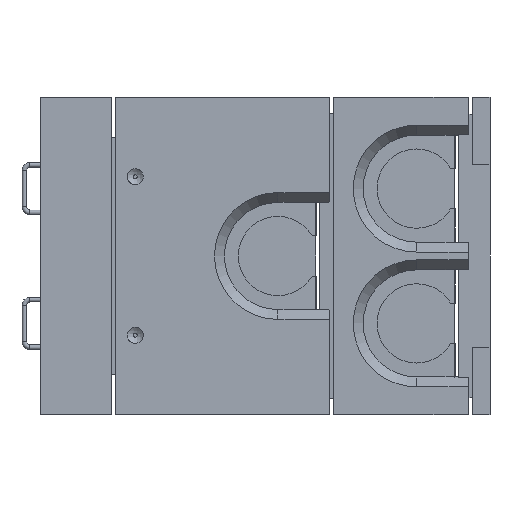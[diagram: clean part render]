
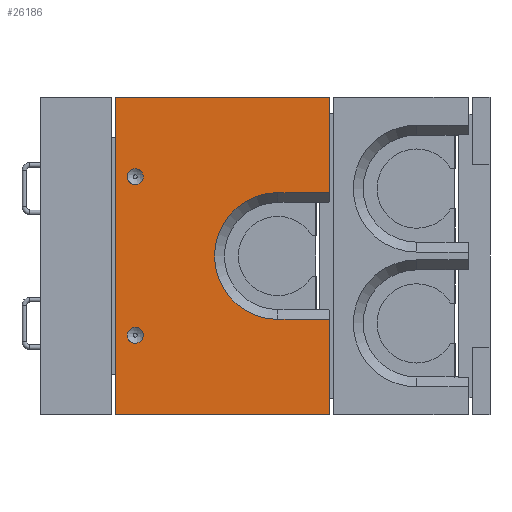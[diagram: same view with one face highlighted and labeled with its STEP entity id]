
A CAD part, left-side view. The second image highlights one B-rep face of the part: STEP entity #26186.
In plain terms, the highlighted planar face has unit normal (-1, 0, 0).
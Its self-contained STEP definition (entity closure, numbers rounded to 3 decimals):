
#31 = ORIENTED_EDGE ( 'NONE', *, *, #6500, .F. ) ;
#583 = CIRCLE ( 'NONE', #18455, 20. ) ;
#2301 = LINE ( 'NONE', #3150, #21170 ) ;
#2812 = CARTESIAN_POINT ( 'NONE',  ( -400., 980., 400. ) ) ;
#3009 = DIRECTION ( 'NONE',  ( -1., 0., 0. ) ) ;
#3150 = CARTESIAN_POINT ( 'NONE',  ( -400., 980., -400. ) ) ;
#3244 = LINE ( 'NONE', #27965, #20392 ) ;
#3666 = CARTESIAN_POINT ( 'NONE',  ( -400., 895., 220. ) ) ;
#3742 = CARTESIAN_POINT ( 'NONE',  ( -400., 405., 400. ) ) ;
#3855 = EDGE_LOOP ( 'NONE', ( #23696 ) ) ;
#3903 = FACE_OUTER_BOUND ( 'NONE', #5976, .T. ) ;
#4014 = VERTEX_POINT ( 'NONE', #3742 ) ;
#4121 = DIRECTION ( 'NONE',  ( 0., 0., -1. ) ) ;
#4318 = CARTESIAN_POINT ( 'NONE',  ( -400., 535., 0. ) ) ;
#4352 = LINE ( 'NONE', #5268, #26671 ) ;
#4546 = CARTESIAN_POINT ( 'NONE',  ( -400., 405., -160. ) ) ;
#5268 = CARTESIAN_POINT ( 'NONE',  ( -400., 285., -160. ) ) ;
#5338 = VERTEX_POINT ( 'NONE', #19052 ) ;
#5347 = CIRCLE ( 'NONE', #9183, 160. ) ;
#5581 = VERTEX_POINT ( 'NONE', #22663 ) ;
#5640 = CARTESIAN_POINT ( 'NONE',  ( -400., 405., 400. ) ) ;
#5849 = VECTOR ( 'NONE', #22320, 1000. ) ;
#5976 = EDGE_LOOP ( 'NONE', ( #23349, #13283, #13738, #31, #16870, #13735, #22812, #8991 ) ) ;
#6500 = EDGE_CURVE ( 'NONE', #19253, #4014, #23774, .T. ) ;
#7165 = ORIENTED_EDGE ( 'NONE', *, *, #25921, .F. ) ;
#7183 = CARTESIAN_POINT ( 'NONE',  ( -400., 535., 160. ) ) ;
#8311 = LINE ( 'NONE', #18158, #19725 ) ;
#8925 = EDGE_CURVE ( 'NONE', #26637, #25176, #16862, .T. ) ;
#8991 = ORIENTED_EDGE ( 'NONE', *, *, #23224, .F. ) ;
#9183 = AXIS2_PLACEMENT_3D ( 'NONE', #4318, #25957, #26037 ) ;
#9367 = DIRECTION ( 'NONE',  ( 0., 0., 1. ) ) ;
#10323 = AXIS2_PLACEMENT_3D ( 'NONE', #21823, #19611, #15380 ) ;
#10612 = DIRECTION ( 'NONE',  ( 0., 0., 1. ) ) ;
#11086 = CIRCLE ( 'NONE', #10323, 20. ) ;
#11722 = CARTESIAN_POINT ( 'NONE',  ( -400., 895., 200. ) ) ;
#11766 = DIRECTION ( 'NONE',  ( 0., -1., 0. ) ) ;
#12026 = DIRECTION ( 'NONE',  ( 0., -1., 0. ) ) ;
#12225 = VERTEX_POINT ( 'NONE', #7183 ) ;
#12229 = CARTESIAN_POINT ( 'NONE',  ( -400., 405., 160. ) ) ;
#12282 = CARTESIAN_POINT ( 'NONE',  ( -400., 895., -180. ) ) ;
#12443 = VECTOR ( 'NONE', #14672, 1000. ) ;
#12639 = EDGE_CURVE ( 'NONE', #16873, #12225, #8311, .T. ) ;
#12747 = EDGE_CURVE ( 'NONE', #5338, #19253, #3244, .T. ) ;
#13283 = ORIENTED_EDGE ( 'NONE', *, *, #12639, .F. ) ;
#13735 = ORIENTED_EDGE ( 'NONE', *, *, #19868, .T. ) ;
#13738 = ORIENTED_EDGE ( 'NONE', *, *, #21644, .T. ) ;
#14616 = DIRECTION ( 'NONE',  ( 0., 0., 1. ) ) ;
#14672 = DIRECTION ( 'NONE',  ( 0., 0., 1. ) ) ;
#14861 = CARTESIAN_POINT ( 'NONE',  ( -400., 980., 400. ) ) ;
#15333 = PLANE ( 'NONE',  #19015 ) ;
#15380 = DIRECTION ( 'NONE',  ( 0., 0., 1. ) ) ;
#16741 = FACE_BOUND ( 'NONE', #3855, .T. ) ;
#16862 = LINE ( 'NONE', #16930, #12443 ) ;
#16870 = ORIENTED_EDGE ( 'NONE', *, *, #12747, .F. ) ;
#16873 = VERTEX_POINT ( 'NONE', #12229 ) ;
#16930 = CARTESIAN_POINT ( 'NONE',  ( -400., 405., 400. ) ) ;
#17024 = VECTOR ( 'NONE', #14616, 1000. ) ;
#17278 = EDGE_CURVE ( 'NONE', #19447, #19447, #11086, .T. ) ;
#17974 = LINE ( 'NONE', #5640, #17024 ) ;
#18158 = CARTESIAN_POINT ( 'NONE',  ( -400., 535., 160. ) ) ;
#18455 = AXIS2_PLACEMENT_3D ( 'NONE', #11722, #3009, #9367 ) ;
#19015 = AXIS2_PLACEMENT_3D ( 'NONE', #14861, #21547, #4121 ) ;
#19052 = CARTESIAN_POINT ( 'NONE',  ( -400., 945., -400. ) ) ;
#19253 = VERTEX_POINT ( 'NONE', #25145 ) ;
#19391 = FACE_BOUND ( 'NONE', #23340, .T. ) ;
#19447 = VERTEX_POINT ( 'NONE', #12282 ) ;
#19611 = DIRECTION ( 'NONE',  ( -1., 0., 0. ) ) ;
#19725 = VECTOR ( 'NONE', #22526, 1000. ) ;
#19868 = EDGE_CURVE ( 'NONE', #5338, #26637, #2301, .T. ) ;
#20392 = VECTOR ( 'NONE', #10612, 1000. ) ;
#21170 = VECTOR ( 'NONE', #11766, 1000. ) ;
#21547 = DIRECTION ( 'NONE',  ( 1., 0., 0. ) ) ;
#21644 = EDGE_CURVE ( 'NONE', #16873, #4014, #17974, .T. ) ;
#21823 = CARTESIAN_POINT ( 'NONE',  ( -400., 895., -200. ) ) ;
#22320 = DIRECTION ( 'NONE',  ( 0., -1., 0. ) ) ;
#22414 = CARTESIAN_POINT ( 'NONE',  ( -400., 405., -400. ) ) ;
#22526 = DIRECTION ( 'NONE',  ( 0., 1., 0. ) ) ;
#22663 = CARTESIAN_POINT ( 'NONE',  ( -400., 535., -160. ) ) ;
#22812 = ORIENTED_EDGE ( 'NONE', *, *, #8925, .T. ) ;
#23224 = EDGE_CURVE ( 'NONE', #5581, #25176, #4352, .T. ) ;
#23340 = EDGE_LOOP ( 'NONE', ( #7165 ) ) ;
#23349 = ORIENTED_EDGE ( 'NONE', *, *, #24677, .F. ) ;
#23696 = ORIENTED_EDGE ( 'NONE', *, *, #17278, .F. ) ;
#23774 = LINE ( 'NONE', #2812, #5849 ) ;
#24677 = EDGE_CURVE ( 'NONE', #12225, #5581, #5347, .T. ) ;
#25145 = CARTESIAN_POINT ( 'NONE',  ( -400., 945., 400. ) ) ;
#25176 = VERTEX_POINT ( 'NONE', #4546 ) ;
#25921 = EDGE_CURVE ( 'NONE', #26259, #26259, #583, .T. ) ;
#25957 = DIRECTION ( 'NONE',  ( -1., 0., 0. ) ) ;
#26037 = DIRECTION ( 'NONE',  ( 0., 0., 1. ) ) ;
#26186 = ADVANCED_FACE ( 'NONE', ( #19391, #16741, #3903 ), #15333, .F. ) ;
#26259 = VERTEX_POINT ( 'NONE', #3666 ) ;
#26637 = VERTEX_POINT ( 'NONE', #22414 ) ;
#26671 = VECTOR ( 'NONE', #12026, 1000. ) ;
#27965 = CARTESIAN_POINT ( 'NONE',  ( -400., 945., 400. ) ) ;
